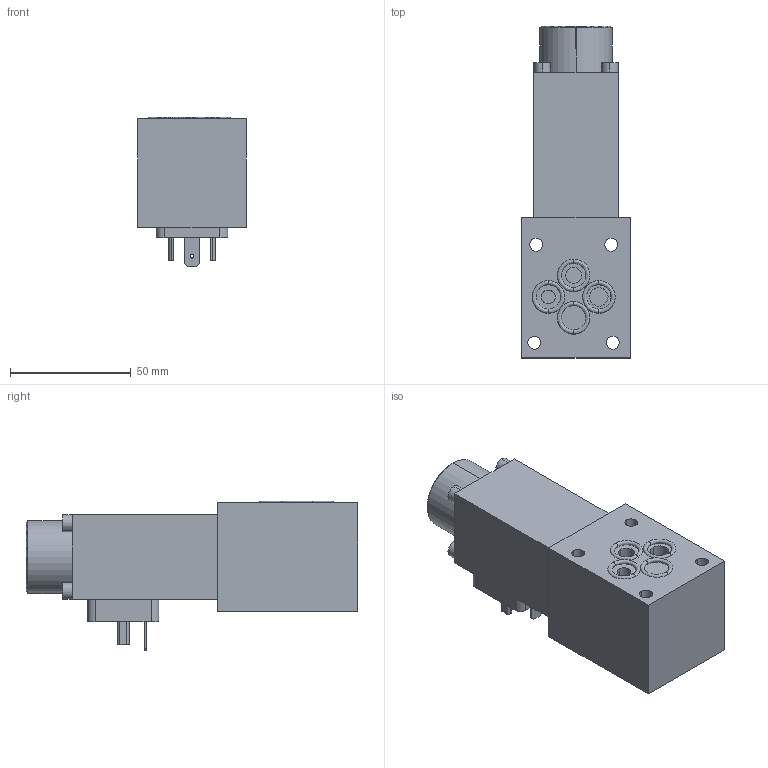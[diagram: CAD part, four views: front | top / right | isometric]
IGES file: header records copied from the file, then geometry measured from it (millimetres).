
Start section:  PTC IGES file: ilcm47111505.igs
Global section: file name: ilcm47111505.igs; native system: Pro/ENGINEER by Parametric Technology Corporation; preprocessor: 2007460; author: jdw; organization: Unknown; date: 20110505.135945; units: millimetre
Bounding box: 44.7 x 137.16 x 61.85 mm (x, y, z)
Surface area: 31440.3 mm2 (no closed solid volume)
Topology: 0 solids, 0 shells, 152 faces, 764 edges, 762 vertices
Faces by surface type: bspline 86, revolution 66
